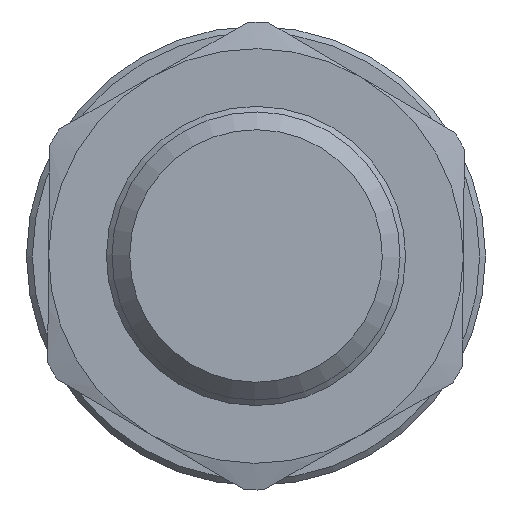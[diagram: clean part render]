
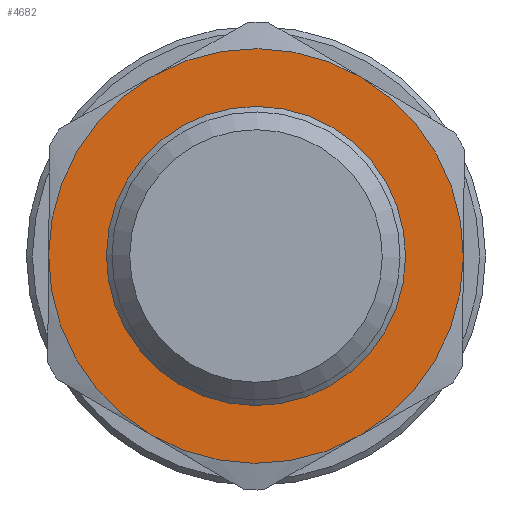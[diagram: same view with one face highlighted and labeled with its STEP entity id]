
A CAD part, left-side view. The second image highlights one B-rep face of the part: STEP entity #4682.
In plain terms, the highlighted planar face has unit normal (-1, 0, 0).
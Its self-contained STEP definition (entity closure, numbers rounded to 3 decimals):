
#864=PLANE('',#5009);
#978=FACE_BOUND('',#1564,.T.);
#1229=FACE_OUTER_BOUND('',#1563,.T.);
#1563=EDGE_LOOP('',(#3986,#3987,#3988,#3989,#3990,#3991));
#1564=EDGE_LOOP('',(#3992));
#1768=CIRCLE('',#5008,7.);
#1769=CIRCLE('',#5010,7.);
#1770=CIRCLE('',#5011,7.);
#1771=CIRCLE('',#5012,7.);
#1772=CIRCLE('',#5013,7.);
#1773=CIRCLE('',#5014,7.);
#1774=CIRCLE('',#5015,5.05);
#2193=VERTEX_POINT('',#32511);
#2194=VERTEX_POINT('',#32515);
#2195=VERTEX_POINT('',#32521);
#2196=VERTEX_POINT('',#32522);
#2197=VERTEX_POINT('',#32525);
#2198=VERTEX_POINT('',#32527);
#2199=VERTEX_POINT('',#32530);
#2801=EDGE_CURVE('',#2194,#2193,#1768,.T.);
#2802=EDGE_CURVE('',#2195,#2196,#1769,.T.);
#2803=EDGE_CURVE('',#2193,#2195,#1770,.T.);
#2804=EDGE_CURVE('',#2197,#2194,#1771,.T.);
#2805=EDGE_CURVE('',#2198,#2197,#1772,.T.);
#2806=EDGE_CURVE('',#2196,#2198,#1773,.T.);
#2807=EDGE_CURVE('',#2199,#2199,#1774,.T.);
#3986=ORIENTED_EDGE('',*,*,#2802,.F.);
#3987=ORIENTED_EDGE('',*,*,#2803,.F.);
#3988=ORIENTED_EDGE('',*,*,#2801,.F.);
#3989=ORIENTED_EDGE('',*,*,#2804,.F.);
#3990=ORIENTED_EDGE('',*,*,#2805,.F.);
#3991=ORIENTED_EDGE('',*,*,#2806,.F.);
#3992=ORIENTED_EDGE('',*,*,#2807,.T.);
#4682=ADVANCED_FACE('',(#1229,#978),#864,.T.);
#5008=AXIS2_PLACEMENT_3D('',#32519,#5852,#5853);
#5009=AXIS2_PLACEMENT_3D('',#32520,#5854,#5855);
#5010=AXIS2_PLACEMENT_3D('',#32523,#5856,#5857);
#5011=AXIS2_PLACEMENT_3D('',#32524,#5858,#5859);
#5012=AXIS2_PLACEMENT_3D('',#32526,#5860,#5861);
#5013=AXIS2_PLACEMENT_3D('',#32528,#5862,#5863);
#5014=AXIS2_PLACEMENT_3D('',#32529,#5864,#5865);
#5015=AXIS2_PLACEMENT_3D('',#32531,#5866,#5867);
#5852=DIRECTION('center_axis',(1.,0.,0.));
#5853=DIRECTION('ref_axis',(0.,1.,0.01));
#5854=DIRECTION('center_axis',(-1.,0.,0.));
#5855=DIRECTION('ref_axis',(0.,-0.01,
1.));
#5856=DIRECTION('center_axis',(1.,0.,0.));
#5857=DIRECTION('ref_axis',(0.,1.,0.01));
#5858=DIRECTION('center_axis',(1.,0.,0.));
#5859=DIRECTION('ref_axis',(0.,1.,0.01));
#5860=DIRECTION('center_axis',(1.,0.,0.));
#5861=DIRECTION('ref_axis',(0.,1.,0.01));
#5862=DIRECTION('center_axis',(1.,0.,0.));
#5863=DIRECTION('ref_axis',(0.,1.,0.01));
#5864=DIRECTION('center_axis',(1.,0.,0.));
#5865=DIRECTION('ref_axis',(0.,1.,0.01));
#5866=DIRECTION('center_axis',(1.,0.,0.));
#5867=DIRECTION('ref_axis',(0.,1.,0.01));
#32511=CARTESIAN_POINT('',(10.385,3.558,-6.029));
#32515=CARTESIAN_POINT('',(10.385,-3.442,-6.095));
#32519=CARTESIAN_POINT('Origin',(10.385,0.,0.));
#32520=CARTESIAN_POINT('Origin',(10.385,6.025,0.057));
#32521=CARTESIAN_POINT('',(10.385,7.,0.067));
#32522=CARTESIAN_POINT('',(10.385,3.442,6.095));
#32523=CARTESIAN_POINT('Origin',(10.385,0.,0.));
#32524=CARTESIAN_POINT('Origin',(10.385,0.,0.));
#32525=CARTESIAN_POINT('',(10.385,-7.,-0.067));
#32526=CARTESIAN_POINT('Origin',(10.385,0.,0.));
#32527=CARTESIAN_POINT('',(10.385,-3.558,6.029));
#32528=CARTESIAN_POINT('Origin',(10.385,0.,0.));
#32529=CARTESIAN_POINT('Origin',(10.385,0.,0.));
#32530=CARTESIAN_POINT('',(10.385,5.05,0.048));
#32531=CARTESIAN_POINT('Origin',(10.385,0.,0.));
